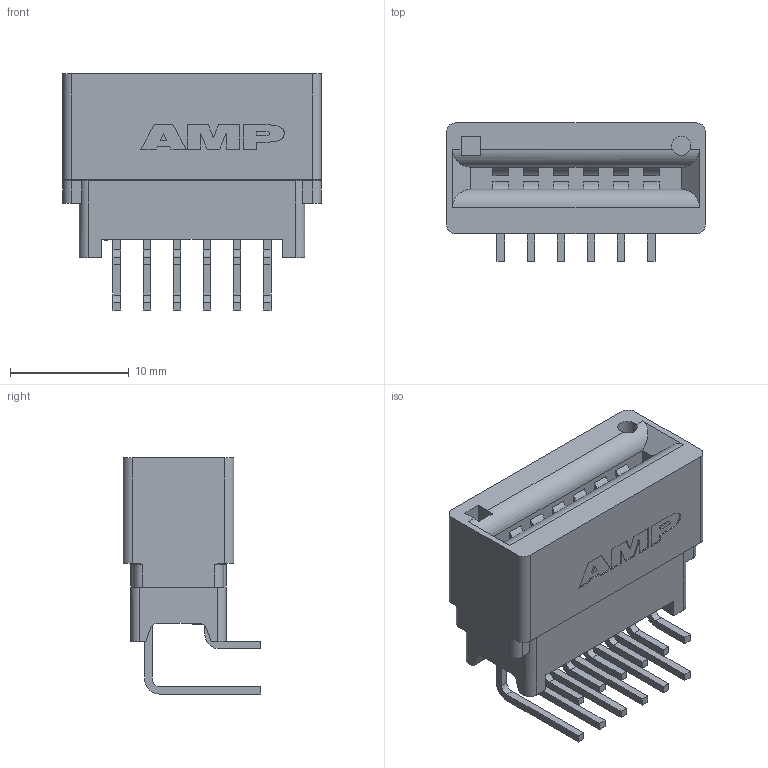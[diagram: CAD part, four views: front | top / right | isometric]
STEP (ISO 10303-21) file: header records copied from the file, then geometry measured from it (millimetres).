
FILE_DESCRIPTION((''),'2;1');
FILE_NAME('C-5650118-3','2010-07-16T',('workeradm'),('Tyco Electronics Ltd.'),'PRO/ENGINEER BY PARAMETRIC TECHNOLOGY CORPORATION, 2009300','PRO/ENGINEER BY PARAMETRIC TECHNOLOGY CORPORATION, 2009300','');
FILE_SCHEMA(('AUTOMOTIVE_DESIGN { 1 0 10303 214 1 1 1 1 }'));
Length unit declared in the file: inch
Products named in the file (1): C-5650118-3
Bounding box: 21.84 x 11.63 x 19.93 mm (x, y, z)
Volume: 2424.2 mm3; surface area: 1986.3 mm2
Topology: 1 solids, 1 shells, 281 faces, 764 edges, 504 vertices
Faces by surface type: plane 196, cylinder 75, torus 8, extrusion 2
Entity records: 9235 total; most frequent: CARTESIAN_POINT 1690, ORIENTED_EDGE 1528, DIRECTION 1464, EDGE_CURVE 764, VECTOR 592, LINE 590, VERTEX_POINT 504, AXIS2_PLACEMENT_3D 436
